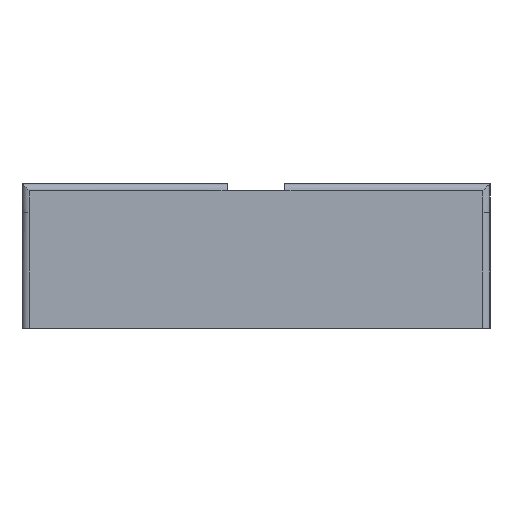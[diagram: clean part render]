
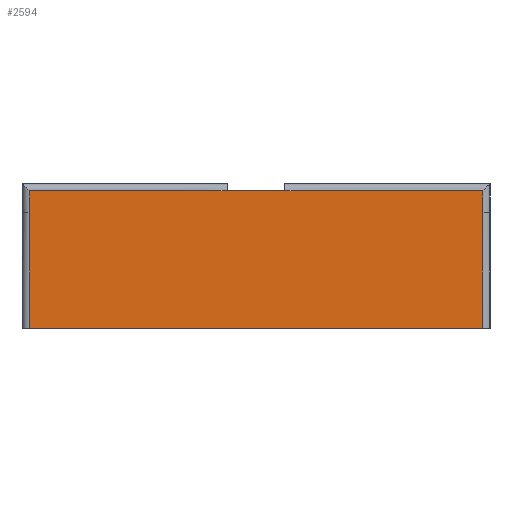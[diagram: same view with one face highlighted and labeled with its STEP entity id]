
A CAD part, left-side view. The second image highlights one B-rep face of the part: STEP entity #2594.
In plain terms, the highlighted planar face has unit normal (-1, 0, 0).
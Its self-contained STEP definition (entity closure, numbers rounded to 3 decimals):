
#1037 = VERTEX_POINT('',#1038);
#1038 = CARTESIAN_POINT('',(-60.85,2.,9.5));
#1044 = EDGE_CURVE('',#1045,#1037,#1047,.T.);
#1045 = VERTEX_POINT('',#1046);
#1046 = CARTESIAN_POINT('',(-60.85,-2.,9.5));
#1047 = LINE('',#1048,#1049);
#1048 = CARTESIAN_POINT('',(-60.85,1.,9.5));
#1049 = VECTOR('',#1050,1.);
#1050 = DIRECTION('',(0.,1.,0.));
#1154 = VERTEX_POINT('',#1155);
#1155 = CARTESIAN_POINT('',(-60.85,-15.65,0.));
#1180 = EDGE_CURVE('',#1181,#1154,#1183,.T.);
#1181 = VERTEX_POINT('',#1182);
#1182 = CARTESIAN_POINT('',(-60.85,15.65,0.));
#1183 = LINE('',#1184,#1185);
#1184 = CARTESIAN_POINT('',(-60.85,16.15,0.));
#1185 = VECTOR('',#1186,1.);
#1186 = DIRECTION('',(0.,-1.,0.));
#1324 = VERTEX_POINT('',#1325);
#1325 = CARTESIAN_POINT('',(-60.85,15.65,8.));
#1332 = EDGE_CURVE('',#1324,#1181,#1333,.T.);
#1333 = B_SPLINE_CURVE_WITH_KNOTS('',2,(#1334,#1335,#1336,#1337),
  .UNSPECIFIED.,.F.,.F.,(3,1,3),(2.,10.,10.394),.UNSPECIFIED.);
#1334 = CARTESIAN_POINT('',(-60.85,15.65,8.));
#1335 = CARTESIAN_POINT('',(-60.85,15.65,4.));
#1336 = CARTESIAN_POINT('',(-60.85,15.65,-0.197));
#1337 = CARTESIAN_POINT('',(-60.85,15.65,-0.394));
#1383 = VERTEX_POINT('',#1384);
#1384 = CARTESIAN_POINT('',(-60.85,15.65,9.5));
#1391 = EDGE_CURVE('',#1383,#1324,#1392,.T.);
#1392 = LINE('',#1393,#1394);
#1393 = CARTESIAN_POINT('',(-60.85,15.65,10.));
#1394 = VECTOR('',#1395,1.);
#1395 = DIRECTION('',(-0.,-0.,-1.));
#2446 = VERTEX_POINT('',#2447);
#2447 = CARTESIAN_POINT('',(-60.85,-15.65,9.5));
#2454 = EDGE_CURVE('',#2446,#2455,#2457,.T.);
#2455 = VERTEX_POINT('',#2456);
#2456 = CARTESIAN_POINT('',(-60.85,-15.65,8.));
#2457 = LINE('',#2458,#2459);
#2458 = CARTESIAN_POINT('',(-60.85,-15.65,10.));
#2459 = VECTOR('',#2460,1.);
#2460 = DIRECTION('',(-0.,-0.,-1.));
#2512 = EDGE_CURVE('',#2455,#1154,#2513,.T.);
#2513 = B_SPLINE_CURVE_WITH_KNOTS('',2,(#2514,#2515,#2516,#2517),
  .UNSPECIFIED.,.F.,.F.,(3,1,3),(2.,10.,10.394),.UNSPECIFIED.);
#2514 = CARTESIAN_POINT('',(-60.85,-15.65,8.));
#2515 = CARTESIAN_POINT('',(-60.85,-15.65,4.));
#2516 = CARTESIAN_POINT('',(-60.85,-15.65,-0.197));
#2517 = CARTESIAN_POINT('',(-60.85,-15.65,-0.394));
#2594 = ADVANCED_FACE('',(#2595),#2615,.T.);
#2595 = FACE_BOUND('',#2596,.T.);
#2596 = EDGE_LOOP('',(#2597,#2598,#2599,#2600,#2606,#2607,#2613,#2614));
#2597 = ORIENTED_EDGE('',*,*,#1180,.T.);
#2598 = ORIENTED_EDGE('',*,*,#2512,.F.);
#2599 = ORIENTED_EDGE('',*,*,#2454,.F.);
#2600 = ORIENTED_EDGE('',*,*,#2601,.T.);
#2601 = EDGE_CURVE('',#2446,#1045,#2602,.T.);
#2602 = LINE('',#2603,#2604);
#2603 = CARTESIAN_POINT('',(-60.85,-16.15,9.5));
#2604 = VECTOR('',#2605,1.);
#2605 = DIRECTION('',(0.,1.,0.));
#2606 = ORIENTED_EDGE('',*,*,#1044,.T.);
#2607 = ORIENTED_EDGE('',*,*,#2608,.T.);
#2608 = EDGE_CURVE('',#1037,#1383,#2609,.T.);
#2609 = LINE('',#2610,#2611);
#2610 = CARTESIAN_POINT('',(-60.85,2.,9.5));
#2611 = VECTOR('',#2612,1.);
#2612 = DIRECTION('',(0.,1.,0.));
#2613 = ORIENTED_EDGE('',*,*,#1391,.T.);
#2614 = ORIENTED_EDGE('',*,*,#1332,.T.);
#2615 = PLANE('',#2616);
#2616 = AXIS2_PLACEMENT_3D('',#2617,#2618,#2619);
#2617 = CARTESIAN_POINT('',(-60.85,0.,5.));
#2618 = DIRECTION('',(-1.,0.,0.));
#2619 = DIRECTION('',(0.,-1.,0.));
